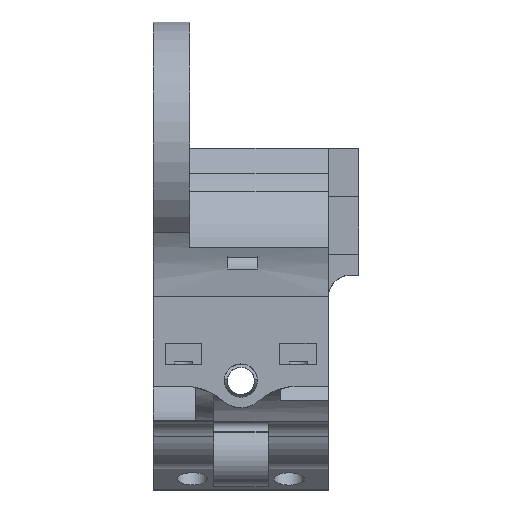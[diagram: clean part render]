
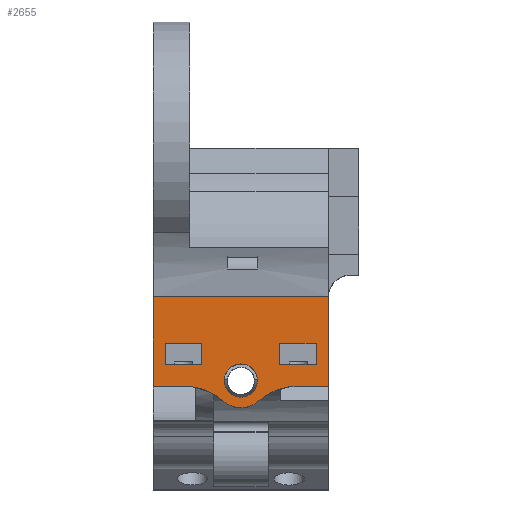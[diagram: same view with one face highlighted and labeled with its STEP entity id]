
A CAD part, top view. The second image highlights one B-rep face of the part: STEP entity #2655.
In plain terms, the highlighted planar face has unit normal (0, 0, 1).
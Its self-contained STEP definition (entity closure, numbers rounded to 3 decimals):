
#63=FACE_BOUND('',#385,.T.);
#64=FACE_BOUND('',#386,.T.);
#65=FACE_BOUND('',#387,.T.);
#144=PLANE('',#2887);
#244=FACE_OUTER_BOUND('',#384,.T.);
#384=EDGE_LOOP('',(#2102,#2103,#2104,#2105,#2106,#2107,#2108,#2109));
#385=EDGE_LOOP('',(#2110));
#386=EDGE_LOOP('',(#2111,#2112,#2113,#2114));
#387=EDGE_LOOP('',(#2115,#2116,#2117,#2118));
#504=LINE('',#3830,#733);
#578=LINE('',#4150,#807);
#581=LINE('',#4157,#810);
#585=LINE('',#4168,#814);
#587=LINE('',#4171,#816);
#588=LINE('',#4175,#817);
#591=LINE('',#4182,#820);
#595=LINE('',#4193,#824);
#597=LINE('',#4196,#826);
#617=LINE('',#4302,#846);
#623=LINE('',#4325,#852);
#627=LINE('',#4363,#856);
#631=LINE('',#4372,#860);
#733=VECTOR('',#3037,10.);
#807=VECTOR('',#3293,10.);
#810=VECTOR('',#3300,10.);
#814=VECTOR('',#3310,10.);
#816=VECTOR('',#3314,10.);
#817=VECTOR('',#3317,10.);
#820=VECTOR('',#3324,10.);
#824=VECTOR('',#3334,10.);
#826=VECTOR('',#3338,10.);
#846=VECTOR('',#3404,10.);
#852=VECTOR('',#3414,10.);
#856=VECTOR('',#3440,19.75);
#860=VECTOR('',#3450,10.);
#1012=CIRCLE('',#2864,9.5);
#1019=CIRCLE('',#2875,9.5);
#1020=CIRCLE('',#2877,4.5);
#1021=CIRCLE('',#2879,2.75);
#1094=VERTEX_POINT('',#3827);
#1095=VERTEX_POINT('',#3829);
#1197=VERTEX_POINT('',#4148);
#1198=VERTEX_POINT('',#4149);
#1200=VERTEX_POINT('',#4156);
#1204=VERTEX_POINT('',#4167);
#1205=VERTEX_POINT('',#4173);
#1206=VERTEX_POINT('',#4174);
#1208=VERTEX_POINT('',#4181);
#1212=VERTEX_POINT('',#4192);
#1227=VERTEX_POINT('',#4270);
#1228=VERTEX_POINT('',#4272);
#1237=VERTEX_POINT('',#4299);
#1238=VERTEX_POINT('',#4301);
#1244=VERTEX_POINT('',#4327);
#1245=VERTEX_POINT('',#4333);
#1250=VERTEX_POINT('',#4361);
#1358=EDGE_CURVE('',#1095,#1094,#504,.T.);
#1491=EDGE_CURVE('',#1197,#1198,#578,.T.);
#1495=EDGE_CURVE('',#1200,#1197,#581,.T.);
#1501=EDGE_CURVE('',#1204,#1200,#585,.T.);
#1503=EDGE_CURVE('',#1198,#1204,#587,.T.);
#1504=EDGE_CURVE('',#1205,#1206,#588,.T.);
#1508=EDGE_CURVE('',#1208,#1205,#591,.T.);
#1514=EDGE_CURVE('',#1212,#1208,#595,.T.);
#1516=EDGE_CURVE('',#1206,#1212,#597,.T.);
#1540=EDGE_CURVE('',#1228,#1227,#1012,.T.);
#1553=EDGE_CURVE('',#1238,#1237,#617,.T.);
#1561=EDGE_CURVE('',#1227,#1095,#623,.T.);
#1563=EDGE_CURVE('',#1237,#1244,#1019,.T.);
#1564=EDGE_CURVE('',#1244,#1228,#1020,.T.);
#1565=EDGE_CURVE('',#1245,#1245,#1021,.T.);
#1573=EDGE_CURVE('',#1250,#1094,#627,.T.);
#1578=EDGE_CURVE('',#1250,#1238,#631,.T.);
#2102=ORIENTED_EDGE('',*,*,#1540,.T.);
#2103=ORIENTED_EDGE('',*,*,#1561,.T.);
#2104=ORIENTED_EDGE('',*,*,#1358,.T.);
#2105=ORIENTED_EDGE('',*,*,#1573,.F.);
#2106=ORIENTED_EDGE('',*,*,#1578,.T.);
#2107=ORIENTED_EDGE('',*,*,#1553,.T.);
#2108=ORIENTED_EDGE('',*,*,#1563,.T.);
#2109=ORIENTED_EDGE('',*,*,#1564,.T.);
#2110=ORIENTED_EDGE('',*,*,#1565,.T.);
#2111=ORIENTED_EDGE('',*,*,#1491,.T.);
#2112=ORIENTED_EDGE('',*,*,#1503,.T.);
#2113=ORIENTED_EDGE('',*,*,#1501,.T.);
#2114=ORIENTED_EDGE('',*,*,#1495,.T.);
#2115=ORIENTED_EDGE('',*,*,#1504,.T.);
#2116=ORIENTED_EDGE('',*,*,#1516,.T.);
#2117=ORIENTED_EDGE('',*,*,#1514,.T.);
#2118=ORIENTED_EDGE('',*,*,#1508,.T.);
#2655=ADVANCED_FACE('',(#244,#63,#64,#65),#144,.T.);
#2864=AXIS2_PLACEMENT_3D('',#4273,#3382,#3383);
#2875=AXIS2_PLACEMENT_3D('',#4329,#3418,#3419);
#2877=AXIS2_PLACEMENT_3D('',#4331,#3422,#3423);
#2879=AXIS2_PLACEMENT_3D('',#4334,#3426,#3427);
#2887=AXIS2_PLACEMENT_3D('',#4371,#3448,#3449);
#3037=DIRECTION('',(0.,1.,0.));
#3293=DIRECTION('',(0.,1.,0.));
#3300=DIRECTION('',(-1.,0.,0.));
#3310=DIRECTION('',(0.,-1.,0.));
#3314=DIRECTION('',(1.,0.,0.));
#3317=DIRECTION('',(0.,1.,0.));
#3324=DIRECTION('',(-1.,0.,0.));
#3334=DIRECTION('',(0.,-1.,0.));
#3338=DIRECTION('',(1.,0.,0.));
#3382=DIRECTION('center_axis',(0.,0.,-1.));
#3383=DIRECTION('ref_axis',(-0.356,0.935,0.));
#3404=DIRECTION('',(1.,0.,0.));
#3414=DIRECTION('',(1.,0.,0.));
#3418=DIRECTION('center_axis',(0.,0.,-1.));
#3419=DIRECTION('ref_axis',(0.356,0.935,0.));
#3422=DIRECTION('center_axis',(0.,0.,1.));
#3423=DIRECTION('ref_axis',(-1.,0.,0.));
#3426=DIRECTION('center_axis',(0.,0.,-1.));
#3427=DIRECTION('ref_axis',(-1.,0.,0.));
#3440=DIRECTION('',(1.,0.,0.));
#3448=DIRECTION('center_axis',(0.,0.,1.));
#3449=DIRECTION('ref_axis',(-1.,0.,0.));
#3450=DIRECTION('',(0.,-1.,0.));
#3827=CARTESIAN_POINT('',(14.5,13.877,69.));
#3829=CARTESIAN_POINT('',(14.5,-0.952,69.));
#3830=CARTESIAN_POINT('',(14.5,-0.952,69.));
#4148=CARTESIAN_POINT('',(6.444,2.639,69.));
#4149=CARTESIAN_POINT('',(6.444,6.139,69.));
#4150=CARTESIAN_POINT('',(6.444,6.582,69.));
#4156=CARTESIAN_POINT('',(12.444,2.639,69.));
#4157=CARTESIAN_POINT('',(6.222,2.639,69.));
#4167=CARTESIAN_POINT('',(12.444,6.139,69.));
#4168=CARTESIAN_POINT('',(12.444,8.332,69.));
#4171=CARTESIAN_POINT('',(3.222,6.139,69.));
#4173=CARTESIAN_POINT('',(-12.444,2.639,69.));
#4174=CARTESIAN_POINT('',(-12.444,6.139,69.));
#4175=CARTESIAN_POINT('',(-12.444,6.582,69.));
#4181=CARTESIAN_POINT('',(-6.444,2.639,69.));
#4182=CARTESIAN_POINT('',(-3.222,2.639,69.));
#4192=CARTESIAN_POINT('',(-6.444,6.139,69.));
#4193=CARTESIAN_POINT('',(-6.444,8.332,69.));
#4196=CARTESIAN_POINT('',(-6.222,6.139,69.));
#4270=CARTESIAN_POINT('',(9.314,-0.952,69.));
#4272=CARTESIAN_POINT('',(2.994,-3.36,69.));
#4273=CARTESIAN_POINT('Origin',(9.314,-10.452,69.));
#4299=CARTESIAN_POINT('',(-9.314,-0.952,69.));
#4301=CARTESIAN_POINT('',(-14.5,-0.952,69.));
#4302=CARTESIAN_POINT('',(-14.5,-0.952,69.));
#4325=CARTESIAN_POINT('',(-14.5,-0.952,69.));
#4327=CARTESIAN_POINT('',(-2.994,-3.36,69.));
#4329=CARTESIAN_POINT('Origin',(-9.314,-10.452,69.));
#4331=CARTESIAN_POINT('Origin',(0.,0.,69.));
#4333=CARTESIAN_POINT('',(2.75,0.,69.));
#4334=CARTESIAN_POINT('Origin',(0.,0.,69.));
#4361=CARTESIAN_POINT('',(-14.5,13.877,69.));
#4363=CARTESIAN_POINT('',(-14.5,13.877,69.));
#4371=CARTESIAN_POINT('Origin',(0.,10.524,69.));
#4372=CARTESIAN_POINT('',(-14.5,22.,69.));
